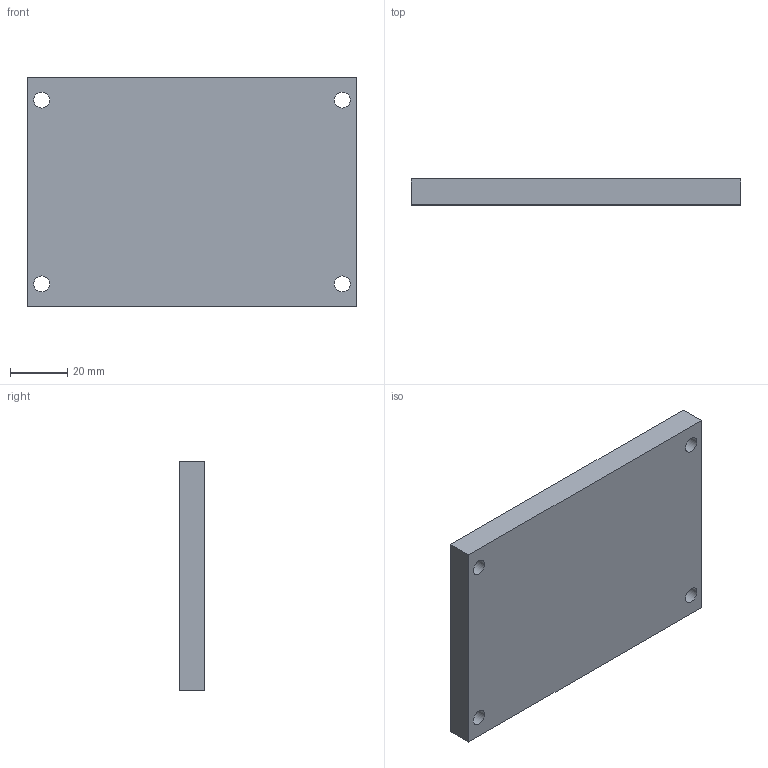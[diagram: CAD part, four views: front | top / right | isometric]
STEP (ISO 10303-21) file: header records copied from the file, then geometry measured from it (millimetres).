
FILE_DESCRIPTION(/* description */ (''),/* implementation_level */ '2;1');
FILE_NAME(/* name */ 'Epic PWRGate Mount.step',/* time_stamp */ '2026-01-22T21:18:56-05:00',/* author */ (''),/* organization */ (''),/* preprocessor_version */ 'ST-DEVELOPER v20.1',/* originating_system */ 'Autodesk Translation Framework v14.21.0.0',/* authorisation */ '');
FILE_SCHEMA (('AUTOMOTIVE_DESIGN { 1 0 10303 214 3 1 1 }'));
Length unit declared in the file: millimetre
Products named in the file (1): 2026-01-12-11-29-14-350
Bounding box: 115 x 9 x 80 mm (x, y, z)
Volume: 46063.6 mm3; surface area: 24579.9 mm2
Topology: 1 solids, 1 shells, 265 faces, 735 edges, 490 vertices
Faces by surface type: bspline 149, plane 112, cylinder 4
Full cylindrical faces by diameter (mm): 5.6 x4
Entity records: 9836 total; most frequent: CARTESIAN_POINT 4024, ORIENTED_EDGE 1470, EDGE_CURVE 735, DIRECTION 679, VERTEX_POINT 490, LINE 429, VECTOR 429, B_SPLINE_CURVE_WITH_KNOTS 298
